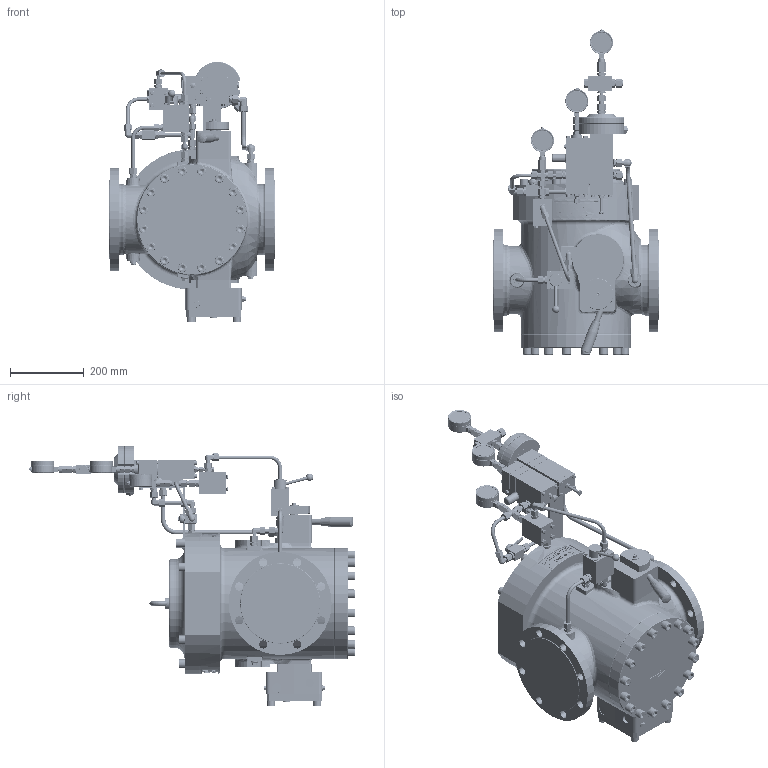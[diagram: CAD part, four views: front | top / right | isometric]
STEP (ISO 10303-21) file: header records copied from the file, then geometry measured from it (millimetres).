
FILE_DESCRIPTION (( 'STEP AP214' ), '1' );
FILE_NAME ('HON5020SSV_DN150_class150_HON630-1(mbar).STEP', '2019-09-30T10:46:19', ( '' ), ( '' ), 'SwSTEP 2.0', 'SolidWorks 2017', '' );
FILE_SCHEMA (( 'AUTOMOTIVE_DESIGN' ));
Length unit declared in the file: millimetre
Products named in the file (1): HON5020SSV_DN150_class150_HON630-1(mbar)
Bounding box: 451 x 884.52 x 707.5 mm (x, y, z)
Volume: 52970426.2 mm3; surface area: 1784444.1 mm2
Topology: 137 solids, 137 shells, 5792 faces, 13262 edges, 8030 vertices
Faces by surface type: plane 2322, cone 1331, cylinder 1120, bspline 622, torus 355, sphere 42
Entity records: 267467 total; most frequent: CARTESIAN_POINT 123128, ORIENTED_EDGE 26338, DIRECTION 24603, EDGE_CURVE 13169, AXIS2_PLACEMENT_3D 9786, VERTEX_POINT 8025, EDGE_LOOP 6222, ADVANCED_FACE 5792
